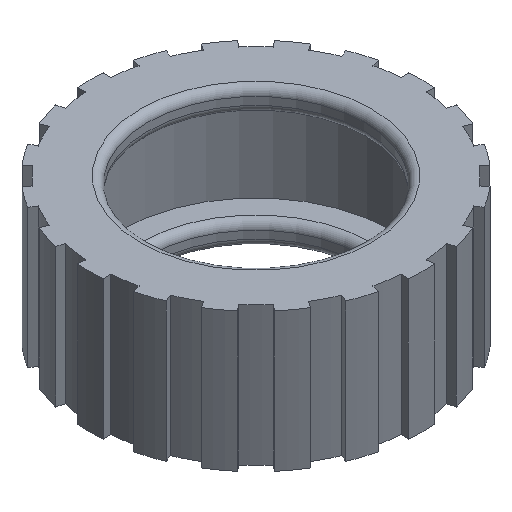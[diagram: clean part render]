
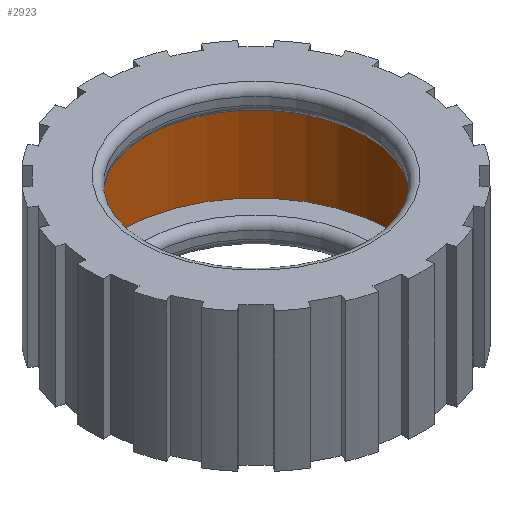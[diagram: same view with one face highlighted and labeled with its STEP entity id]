
A CAD part, isometric view. The second image highlights one B-rep face of the part: STEP entity #2923.
In plain terms, the highlighted cylindrical face has radius 17.7 mm (diameter 35.4 mm), a full revolution.
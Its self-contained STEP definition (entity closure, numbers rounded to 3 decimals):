
#2885 = EDGE_CURVE('',#2886,#2886,#2888,.T.);
#2886 = VERTEX_POINT('',#2887);
#2887 = CARTESIAN_POINT('',(17.7,0.,0.));
#2888 = CIRCLE('',#2889,17.7);
#2889 = AXIS2_PLACEMENT_3D('',#2890,#2891,#2892);
#2890 = CARTESIAN_POINT('',(0.,0.,0.));
#2891 = DIRECTION('',(0.,0.,1.));
#2892 = DIRECTION('',(1.,0.,0.));
#2923 = ADVANCED_FACE('',(#2924),#2943,.F.);
#2924 = FACE_BOUND('',#2925,.F.);
#2925 = EDGE_LOOP('',(#2926,#2934,#2935,#2936));
#2926 = ORIENTED_EDGE('',*,*,#2927,.T.);
#2927 = EDGE_CURVE('',#2928,#2886,#2930,.T.);
#2928 = VERTEX_POINT('',#2929);
#2929 = CARTESIAN_POINT('',(17.7,0.,12.));
#2930 = LINE('',#2931,#2932);
#2931 = CARTESIAN_POINT('',(17.7,0.,12.));
#2932 = VECTOR('',#2933,1.);
#2933 = DIRECTION('',(-0.,-0.,-1.));
#2934 = ORIENTED_EDGE('',*,*,#2885,.T.);
#2935 = ORIENTED_EDGE('',*,*,#2927,.F.);
#2936 = ORIENTED_EDGE('',*,*,#2937,.F.);
#2937 = EDGE_CURVE('',#2928,#2928,#2938,.T.);
#2938 = CIRCLE('',#2939,17.7);
#2939 = AXIS2_PLACEMENT_3D('',#2940,#2941,#2942);
#2940 = CARTESIAN_POINT('',(0.,0.,12.));
#2941 = DIRECTION('',(0.,0.,1.));
#2942 = DIRECTION('',(1.,0.,0.));
#2943 = CYLINDRICAL_SURFACE('',#2944,17.7);
#2944 = AXIS2_PLACEMENT_3D('',#2945,#2946,#2947);
#2945 = CARTESIAN_POINT('',(0.,0.,12.));
#2946 = DIRECTION('',(0.,0.,1.));
#2947 = DIRECTION('',(1.,0.,0.));
